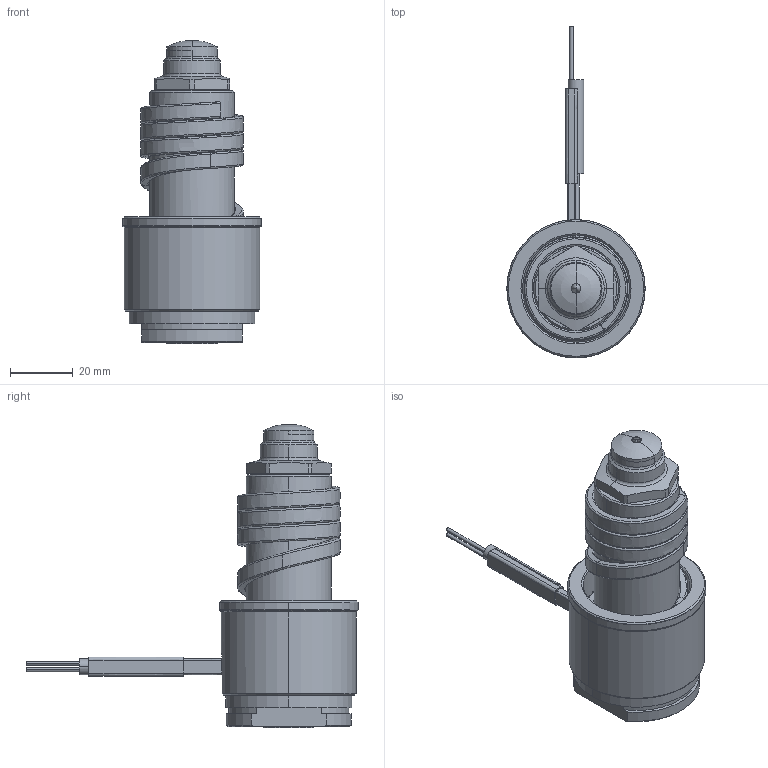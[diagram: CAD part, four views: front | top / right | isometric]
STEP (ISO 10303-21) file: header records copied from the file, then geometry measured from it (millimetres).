
FILE_DESCRIPTION((''),'2;1');
FILE_NAME('EL-96-BES-R','2014-02-25T',('Íàòàëüÿ'),('IMID'),'PRO/ENGINEER BY PARAMETRIC TECHNOLOGY CORPORATION, 2010180','PRO/ENGINEER BY PARAMETRIC TECHNOLOGY CORPORATION, 2010180','');
FILE_SCHEMA(('CONFIG_CONTROL_DESIGN'));
Length unit declared in the file: millimetre
Products named in the file (1): EL-96-BES-R
Bounding box: 44 x 105.5 x 96.3 mm (x, y, z)
Volume: 76867.9 mm3; surface area: 32003.8 mm2
Topology: 1 solids, 9 shells, 330 faces, 825 edges, 494 vertices
Faces by surface type: cylinder 108, cone 64, plane 53, bspline 50, torus 34, revolution 9, extrusion 8, sphere 4
Entity records: 15768 total; most frequent: CARTESIAN_POINT 8194, ORIENTED_EDGE 1606, DIRECTION 1511, EDGE_CURVE 815, AXIS2_PLACEMENT_3D 608, VERTEX_POINT 494, EDGE_LOOP 353, CIRCLE 344
